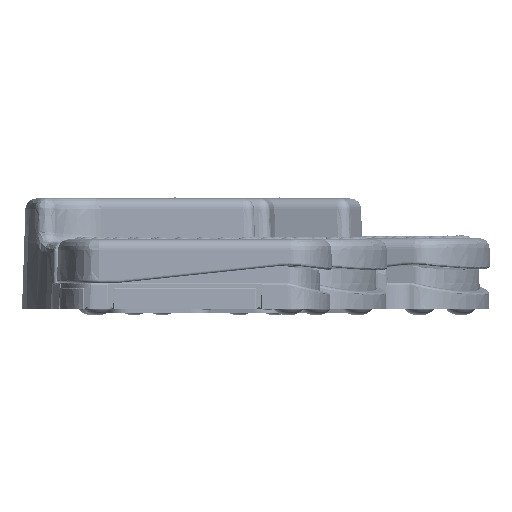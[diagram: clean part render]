
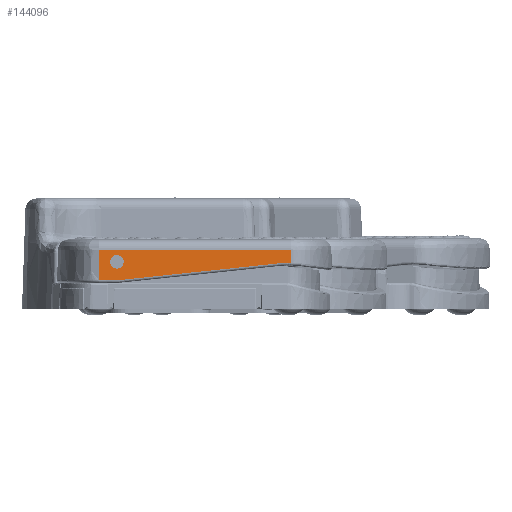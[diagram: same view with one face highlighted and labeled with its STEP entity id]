
A CAD part, left-side view. The second image highlights one B-rep face of the part: STEP entity #144096.
In plain terms, the highlighted planar face has unit normal (-0.999, 0, 0.035).
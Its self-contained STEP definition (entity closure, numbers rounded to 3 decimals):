
#128223 = CARTESIAN_POINT ( 'NONE',  ( -38.061, 29.5, 5.425 ) ) ;
#128225 = CARTESIAN_POINT ( 'NONE',  ( -38.061, 24.35, 5.425 ) ) ;
#128227 = CARTESIAN_POINT ( 'NONE',  ( -37.881, 24.35, 10.575 ) ) ;
#128229 = CARTESIAN_POINT ( 'NONE',  ( -37.881, 29.5, 10.575 ) ) ;
#128236 =( BOUNDED_CURVE ( )  B_SPLINE_CURVE ( 3, ( #128229, #128227, #128225, #128223 ),
 .UNSPECIFIED., .F., .T. ) 
 B_SPLINE_CURVE_WITH_KNOTS ( ( 4, 4 ),
 ( 0., 3.142 ),
 .UNSPECIFIED. ) 
 CURVE ( )  GEOMETRIC_REPRESENTATION_ITEM ( )  RATIONAL_B_SPLINE_CURVE ( ( 1., 0.333, 0.333, 1. ) ) 
 REPRESENTATION_ITEM ( '' )  );
#128242 = CARTESIAN_POINT ( 'NONE',  ( -38.061, 29.5, 5.425 ) ) ;
#128244 = CARTESIAN_POINT ( 'NONE',  ( -37.881, 29.5, 10.575 ) ) ;
#128473 = CARTESIAN_POINT ( 'NONE',  ( -37.985, -35.647, 7.593 ) ) ;
#128478 =( BOUNDED_CURVE ( )  B_SPLINE_CURVE ( 3, ( #128509, #128507, #128506, #128504 ),
 .UNSPECIFIED., .F., .T. ) 
 B_SPLINE_CURVE_WITH_KNOTS ( ( 4, 4 ),
 ( 0., 0.017 ),
 .UNSPECIFIED. ) 
 CURVE ( )  GEOMETRIC_REPRESENTATION_ITEM ( )  RATIONAL_B_SPLINE_CURVE ( ( 1., 1., 1., 1. ) ) 
 REPRESENTATION_ITEM ( '' )  );
#128504 = CARTESIAN_POINT ( 'NONE',  ( -37.985, -36.35, 7.587 ) ) ;
#128506 = CARTESIAN_POINT ( 'NONE',  ( -37.985, -36.116, 7.591 ) ) ;
#128507 = CARTESIAN_POINT ( 'NONE',  ( -37.985, -35.881, 7.593 ) ) ;
#128509 = CARTESIAN_POINT ( 'NONE',  ( -37.985, -35.647, 7.593 ) ) ;
#128517 = CARTESIAN_POINT ( 'NONE',  ( -37.985, -36.35, 7.587 ) ) ;
#130598 = CARTESIAN_POINT ( 'NONE',  ( -37.881, 29.5, 10.575 ) ) ;
#130600 = CARTESIAN_POINT ( 'NONE',  ( -37.881, 34.65, 10.575 ) ) ;
#130601 = CARTESIAN_POINT ( 'NONE',  ( -38.061, 34.65, 5.425 ) ) ;
#130603 = CARTESIAN_POINT ( 'NONE',  ( -38.061, 29.5, 5.425 ) ) ;
#130611 =( BOUNDED_CURVE ( )  B_SPLINE_CURVE ( 3, ( #130603, #130601, #130600, #130598 ),
 .UNSPECIFIED., .F., .T. ) 
 B_SPLINE_CURVE_WITH_KNOTS ( ( 4, 4 ),
 ( 3.142, 6.283 ),
 .UNSPECIFIED. ) 
 CURVE ( )  GEOMETRIC_REPRESENTATION_ITEM ( )  RATIONAL_B_SPLINE_CURVE ( ( 1., 0.333, 0.333, 1. ) ) 
 REPRESENTATION_ITEM ( '' )  );
#130738 = CARTESIAN_POINT ( 'NONE',  ( -37.993, -31.361, 7.369 ) ) ;
#130809 = CARTESIAN_POINT ( 'NONE',  ( -37.985, -35.647, 7.593 ) ) ;
#130811 = CARTESIAN_POINT ( 'NONE',  ( -37.985, -34.215, 7.593 ) ) ;
#130812 = CARTESIAN_POINT ( 'NONE',  ( -37.987, -32.785, 7.519 ) ) ;
#130814 = CARTESIAN_POINT ( 'NONE',  ( -37.993, -31.361, 7.369 ) ) ;
#130822 =( BOUNDED_CURVE ( )  B_SPLINE_CURVE ( 3, ( #130814, #130812, #130811, #130809 ),
 .UNSPECIFIED., .F., .T. ) 
 B_SPLINE_CURVE_WITH_KNOTS ( ( 4, 4 ),
 ( 6.178, 6.283 ),
 .UNSPECIFIED. ) 
 CURVE ( )  GEOMETRIC_REPRESENTATION_ITEM ( )  RATIONAL_B_SPLINE_CURVE ( ( 1., 0.999, 0.999, 1. ) ) 
 REPRESENTATION_ITEM ( '' )  );
#130827 = CARTESIAN_POINT ( 'NONE',  ( -37.809, -36.35, 12.64 ) ) ;
#131023 = CARTESIAN_POINT ( 'NONE',  ( -38.214, 36.35, 1.035 ) ) ;
#131224 = CARTESIAN_POINT ( 'NONE',  ( -37.809, 36.35, 12.64 ) ) ;
#131226 = DIRECTION ( 'NONE',  ( -0.035, 0., -0.999 ) ) ;
#131227 = VECTOR ( 'NONE', #131226, 1000. ) ;
#131229 = CARTESIAN_POINT ( 'NONE',  ( -38.25, 36.35, 0. ) ) ;
#131230 = LINE ( 'NONE', #131229, #131227 ) ;
#131752 = DIRECTION ( 'NONE',  ( 0., -1., 0. ) ) ;
#131753 = VECTOR ( 'NONE', #131752, 1000. ) ;
#131756 = CARTESIAN_POINT ( 'NONE',  ( -38.214, 36.35, 1.035 ) ) ;
#131757 = LINE ( 'NONE', #131756, #131753 ) ;
#131762 = DIRECTION ( 'NONE',  ( 0., 1., 0. ) ) ;
#131763 = VECTOR ( 'NONE', #131762, 1000. ) ;
#131764 = CARTESIAN_POINT ( 'NONE',  ( -37.809, 36.35, 12.64 ) ) ;
#131766 = LINE ( 'NONE', #131764, #131763 ) ;
#131770 = DIRECTION ( 'NONE',  ( -0.035, 0., -0.999 ) ) ;
#131771 = VECTOR ( 'NONE', #131770, 1000. ) ;
#131773 = CARTESIAN_POINT ( 'NONE',  ( -38.25, -36.35, 0. ) ) ;
#131775 = LINE ( 'NONE', #131773, #131771 ) ;
#131946 = FACE_BOUND ( 'NONE', #143975, .T. ) ;
#132038 = FACE_OUTER_BOUND ( 'NONE', #144102, .T. ) ;
#132064 = DIRECTION ( 'NONE',  ( 0.035, 0., 0.999 ) ) ;
#132066 = DIRECTION ( 'NONE',  ( -0.999, 0., 0.035 ) ) ;
#132067 = CARTESIAN_POINT ( 'NONE',  ( -38.25, 36.35, 0. ) ) ;
#132069 = AXIS2_PLACEMENT_3D ( 'NONE', #132067, #132066, #132064 ) ;
#132071 = PLANE ( 'NONE',  #132069 ) ;
#132176 = CARTESIAN_POINT ( 'NONE',  ( -38.214, 28.902, 1.035 ) ) ;
#132177 = DIRECTION ( 'NONE',  ( 0.004, -0.995, 0.105 ) ) ;
#132178 = VECTOR ( 'NONE', #132177, 1000. ) ;
#132181 = CARTESIAN_POINT ( 'NONE',  ( -38.241, 36.376, 0.249 ) ) ;
#132182 = LINE ( 'NONE', #132181, #132178 ) ;
#142857 = EDGE_CURVE ( 'NONE', #142859, #142861, #128236, .T. ) ;
#142859 = VERTEX_POINT ( 'NONE', #128244 ) ;
#142861 = VERTEX_POINT ( 'NONE', #128242 ) ;
#142894 = EDGE_CURVE ( 'NONE', #142897, #142899, #128478, .T. ) ;
#142897 = VERTEX_POINT ( 'NONE', #128473 ) ;
#142899 = VERTEX_POINT ( 'NONE', #128517 ) ;
#143881 = EDGE_CURVE ( 'NONE', #142861, #142859, #130611, .T. ) ;
#143931 = VERTEX_POINT ( 'NONE', #130738 ) ;
#143933 = ORIENTED_EDGE ( 'NONE', *, *, #143935, .T. ) ;
#143935 = EDGE_CURVE ( 'NONE', #143931, #142897, #130822, .T. ) ;
#143937 = ORIENTED_EDGE ( 'NONE', *, *, #142894, .T. ) ;
#143939 = ORIENTED_EDGE ( 'NONE', *, *, #144066, .F. ) ;
#143941 = VERTEX_POINT ( 'NONE', #130827 ) ;
#143963 = VERTEX_POINT ( 'NONE', #131023 ) ;
#143967 = EDGE_CURVE ( 'NONE', #143969, #143963, #131230, .T. ) ;
#143969 = VERTEX_POINT ( 'NONE', #131224 ) ;
#143975 = EDGE_LOOP ( 'NONE', ( #144099, #144101 ) ) ;
#144066 = EDGE_CURVE ( 'NONE', #143941, #142899, #131775, .T. ) ;
#144069 = ORIENTED_EDGE ( 'NONE', *, *, #144071, .T. ) ;
#144071 = EDGE_CURVE ( 'NONE', #143941, #143969, #131766, .T. ) ;
#144073 = ORIENTED_EDGE ( 'NONE', *, *, #143967, .T. ) ;
#144075 = ORIENTED_EDGE ( 'NONE', *, *, #144077, .T. ) ;
#144077 = EDGE_CURVE ( 'NONE', #143963, #144108, #131757, .T. ) ;
#144096 = ADVANCED_FACE ( 'NONE', ( #131946, #132038 ), #132071, .T. ) ;
#144099 = ORIENTED_EDGE ( 'NONE', *, *, #143881, .T. ) ;
#144101 = ORIENTED_EDGE ( 'NONE', *, *, #142857, .T. ) ;
#144102 = EDGE_LOOP ( 'NONE', ( #144104, #143933, #143937, #143939, #144069, #144073, #144075 ) ) ;
#144104 = ORIENTED_EDGE ( 'NONE', *, *, #144106, .T. ) ;
#144106 = EDGE_CURVE ( 'NONE', #144108, #143931, #132182, .T. ) ;
#144108 = VERTEX_POINT ( 'NONE', #132176 ) ;
